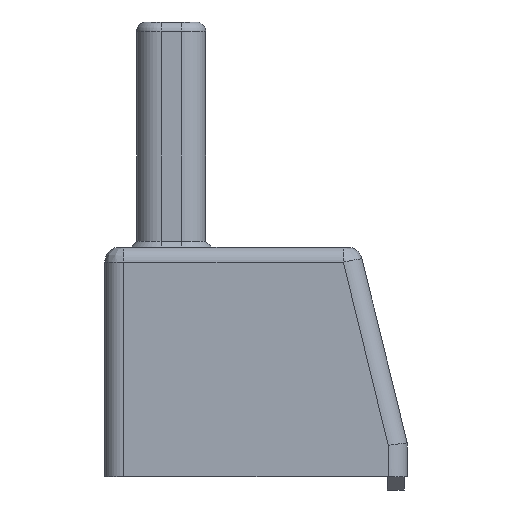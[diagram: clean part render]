
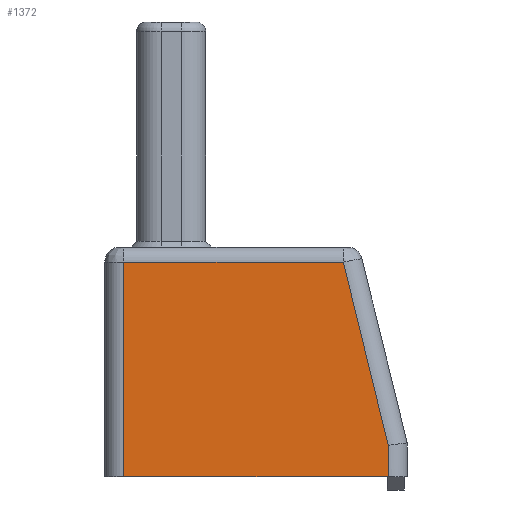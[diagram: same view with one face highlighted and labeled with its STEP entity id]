
A CAD part, left-side view. The second image highlights one B-rep face of the part: STEP entity #1372.
In plain terms, the highlighted planar face has unit normal (-1, 0, 0).
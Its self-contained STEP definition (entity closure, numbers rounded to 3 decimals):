
#5 = VECTOR ( 'NONE', #3673, 1000. ) ;
#84 = CARTESIAN_POINT ( 'NONE',  ( 175.85, 0.95, -112.2 ) ) ;
#99 = LINE ( 'NONE', #1139, #5 ) ;
#445 = VERTEX_POINT ( 'NONE', #2972 ) ;
#548 = ORIENTED_EDGE ( 'NONE', *, *, #4885, .F. ) ;
#668 = LINE ( 'NONE', #84, #7387 ) ;
#916 = EDGE_LOOP ( 'NONE', ( #5036, #1064, #548, #4364, #5834 ) ) ;
#1051 = EDGE_CURVE ( 'NONE', #3119, #1814, #99, .T. ) ;
#1064 = ORIENTED_EDGE ( 'NONE', *, *, #1051, .T. ) ;
#1123 = LINE ( 'NONE', #6827, #5927 ) ;
#1139 = CARTESIAN_POINT ( 'NONE',  ( 175.85, 15., -100.8 ) ) ;
#1205 = DIRECTION ( 'NONE',  ( 1., 0., 0. ) ) ;
#1283 = AXIS2_PLACEMENT_3D ( 'NONE', #1815, #1205, #6248 ) ;
#1372 = ADVANCED_FACE ( 'NONE', ( #6211 ), #7481, .F. ) ;
#1470 = CARTESIAN_POINT ( 'NONE',  ( 175.85, 15., -100.8 ) ) ;
#1814 = VERTEX_POINT ( 'NONE', #2941 ) ;
#1815 = CARTESIAN_POINT ( 'NONE',  ( 175.85, -1.712, -102.25 ) ) ;
#2574 = VERTEX_POINT ( 'NONE', #6221 ) ;
#2941 = CARTESIAN_POINT ( 'NONE',  ( 175.85, 15., -112.2 ) ) ;
#2972 = CARTESIAN_POINT ( 'NONE',  ( 175.85, 3.333, -100.8 ) ) ;
#3119 = VERTEX_POINT ( 'NONE', #1470 ) ;
#3292 = DIRECTION ( 'NONE',  ( 0., -1., 0. ) ) ;
#3424 = VECTOR ( 'NONE', #8115, 1000. ) ;
#3504 = EDGE_CURVE ( 'NONE', #3119, #445, #6572, .T. ) ;
#3673 = DIRECTION ( 'NONE',  ( 0., 0., -1. ) ) ;
#4364 = ORIENTED_EDGE ( 'NONE', *, *, #5291, .T. ) ;
#4564 = EDGE_CURVE ( 'NONE', #445, #2574, #4948, .T. ) ;
#4885 = EDGE_CURVE ( 'NONE', #6020, #1814, #1123, .T. ) ;
#4948 = LINE ( 'NONE', #6717, #3424 ) ;
#5036 = ORIENTED_EDGE ( 'NONE', *, *, #3504, .F. ) ;
#5291 = EDGE_CURVE ( 'NONE', #6020, #2574, #668, .T. ) ;
#5741 = VECTOR ( 'NONE', #3292, 1000. ) ;
#5834 = ORIENTED_EDGE ( 'NONE', *, *, #4564, .F. ) ;
#5927 = VECTOR ( 'NONE', #6753, 1000. ) ;
#6020 = VERTEX_POINT ( 'NONE', #7569 ) ;
#6211 = FACE_OUTER_BOUND ( 'NONE', #916, .T. ) ;
#6221 = CARTESIAN_POINT ( 'NONE',  ( 175.85, 0.95, -110.521 ) ) ;
#6248 = DIRECTION ( 'NONE',  ( 0., 0., -1. ) ) ;
#6358 = DIRECTION ( 'NONE',  ( 0., 0., 1. ) ) ;
#6456 = CARTESIAN_POINT ( 'NONE',  ( 175.85, 15., -100.8 ) ) ;
#6572 = LINE ( 'NONE', #6456, #5741 ) ;
#6717 = CARTESIAN_POINT ( 'NONE',  ( 175.85, 3.333, -100.8 ) ) ;
#6753 = DIRECTION ( 'NONE',  ( 0., 1., 0. ) ) ;
#6827 = CARTESIAN_POINT ( 'NONE',  ( 175.85, 0.95, -112.2 ) ) ;
#7387 = VECTOR ( 'NONE', #6358, 1000. ) ;
#7481 = PLANE ( 'NONE',  #1283 ) ;
#7569 = CARTESIAN_POINT ( 'NONE',  ( 175.85, 0.95, -112.2 ) ) ;
#8115 = DIRECTION ( 'NONE',  ( 0., -0.238, -0.971 ) ) ;
